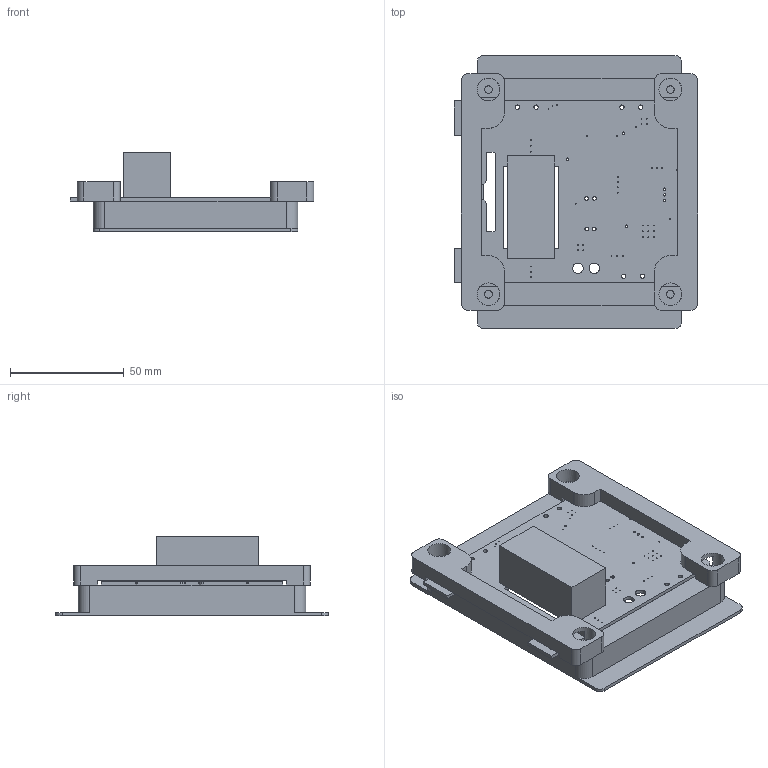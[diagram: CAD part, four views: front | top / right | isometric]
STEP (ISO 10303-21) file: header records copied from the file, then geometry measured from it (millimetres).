
FILE_DESCRIPTION(/* description */ (''),/* implementation_level */ '2;1');
FILE_NAME(/* name */ 'Hippo-PD Test Jig v15.step',/* time_stamp */ '2022-07-30T23:37:42-04:00',/* author */ (''),/* organization */ (''),/* preprocessor_version */ 'ST-DEVELOPER v18.1',/* originating_system */ 'Autodesk Translation Framework v10.13.0.1454',/* authorisation */ '');
FILE_SCHEMA (('AUTOMOTIVE_DESIGN { 1 0 10303 214 3 1 1 }'));
Length unit declared in the file: millimetre
Products named in the file (8): Test Jig; 01_InputStage_v1; PCB Component; Board; 5A regulator; 5A regulator_1; lower; upper
Assembly tree (7 placements, depth 4):
  Test Jig
    01_InputStage_v1
      PCB Component
        Board
      5A regulator
        5A regulator_1
    lower
    upper
Bounding box: 106.99 x 120 x 35.15 mm (x, y, z)
Volume: 76734.5 mm3; surface area: 49377.2 mm2
Topology: 5 solids, 5 shells, 457 faces, 1297 edges, 862 vertices
Faces by surface type: plane 284, cylinder 165, cone 8
Full cylindrical faces by diameter (mm): 0.381 x43, 0.508 x3, 1.016 x7, 1.6 x4, 1.905 x6, 3.4 x8, 4.572 x2, 5 x8, 10 x4
Entity records: 15406 total; most frequent: CARTESIAN_POINT 2631, ORIENTED_EDGE 2594, DIRECTION 2587, EDGE_CURVE 1297, LINE 951, VECTOR 951, VERTEX_POINT 862, AXIS2_PLACEMENT_3D 818
